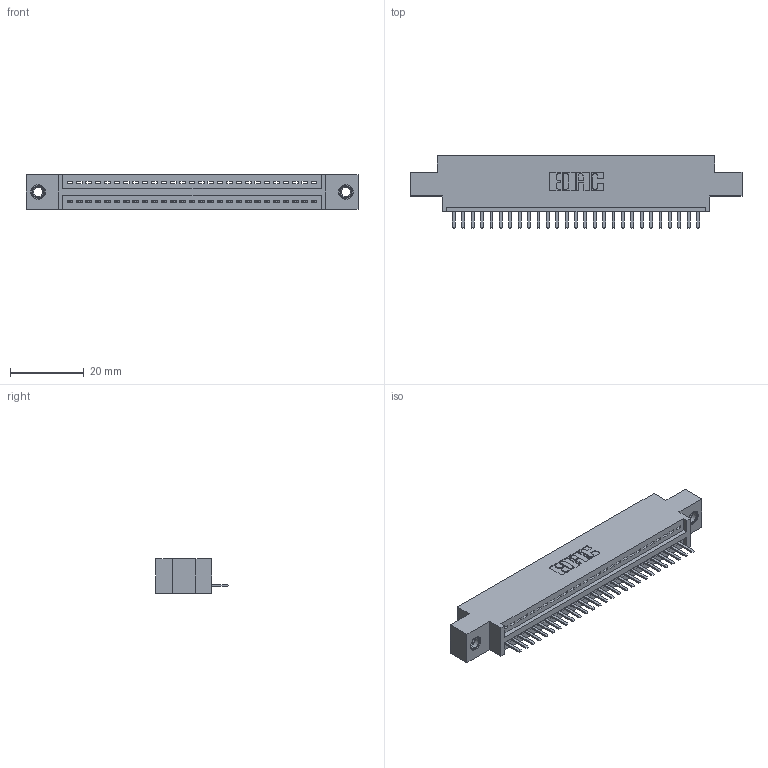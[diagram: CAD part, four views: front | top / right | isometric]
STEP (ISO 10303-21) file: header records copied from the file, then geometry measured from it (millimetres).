
FILE_DESCRIPTION (( 'STEP AP203' ), '1' );
FILE_NAME ('395-027-520-607.STEP', '2019-10-19T01:54:16', ( '' ), ( '' ), 'SwSTEP 2.0', 'SolidWorks 2016', '' );
FILE_SCHEMA (( 'CONFIG_CONTROL_DESIGN' ));
Length unit declared in the file: inch
Products named in the file (4): 395-027-520-607; 345 Part_0.170 Offset - 0.156 Dia-TI; 345-292-001_345-293-120; 345-250-001_345-250-005-103
Assembly tree (30 placements, depth 2):
  395-027-520-607
    345 Part_0.170 Offset - 0.156 Dia-TI
    345-292-001_345-293-120  x27
    345-250-001_345-250-005-103  x2
Bounding box: 89.79 x 19.68 x 9.4 mm (x, y, z)
Volume: 8200.8 mm3; surface area: 10599.3 mm2
Topology: 30 solids, 30 shells, 1864 faces, 5457 edges, 3558 vertices
Faces by surface type: plane 1250, cylinder 598, cone 12, torus 4
Entity records: 23772 total; most frequent: CARTESIAN_POINT 4112, ORIENTED_EDGE 4054, DIRECTION 3627, EDGE_CURVE 2027, VECTOR 1763, LINE 1763, VERTEX_POINT 1344, AXIS2_PLACEMENT_3D 932
